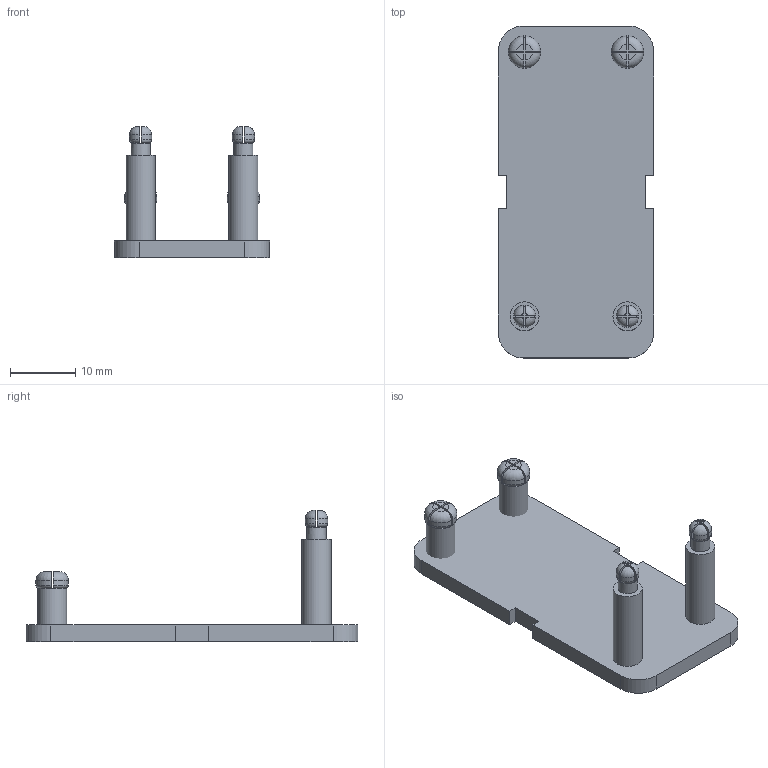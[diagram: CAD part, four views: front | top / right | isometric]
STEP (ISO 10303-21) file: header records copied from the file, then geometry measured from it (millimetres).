
FILE_DESCRIPTION(/* description */ ('STEP AP242','CAx-IF Rec.Pracs.---Representation and Presentation of Product Manufacturing Information (PMI)---4.0---2014-10-13','CAx-IF Rec.Pracs.---3D Tessellated Geometry---0.4---2014-09-14','2;1'),/* implementation_level */ '2;1');
FILE_NAME(/* name */ '666a4759d2cb3267aa789ab0',/* time_stamp */ '2024-06-13T01:11:54Z',/* author */ (''),/* organization */ (''),/* preprocessor_version */ 'ST-DEVELOPER v20',/* originating_system */ ' ',/* authorisation */ ' ');
FILE_SCHEMA (('AP242_MANAGED_MODEL_BASED_3D_ENGINEERING_MIM_LF { 1 0 10303 442 1 1 4 }'));
Length unit declared in the file: metre
Products named in the file (8): Part 8; Part 4; Part 6; Part 5; Part 7; Part 3; Part 2; Part 1
Bounding box: 23.75 x 50.8 x 20.07 mm (x, y, z)
Volume: 7221.4 mm3; surface area: 6849.6 mm2
Topology: 8 solids, 8 shells, 158 faces, 392 edges, 262 vertices
Faces by surface type: plane 92, cylinder 34, torus 32
Full cylindrical faces by diameter (mm): 2.921 x4, 4.445 x6
Entity records: 4907 total; most frequent: CARTESIAN_POINT 1026, ORIENTED_EDGE 756, DIRECTION 752, EDGE_CURVE 378, AXIS2_PLACEMENT_3D 272, VERTEX_POINT 258, LINE 208, VECTOR 208
